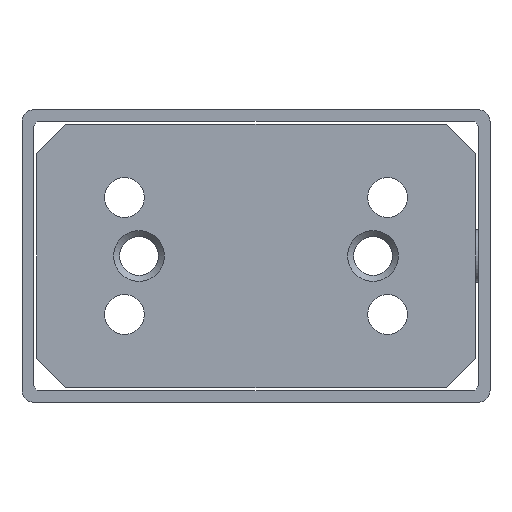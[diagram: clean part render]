
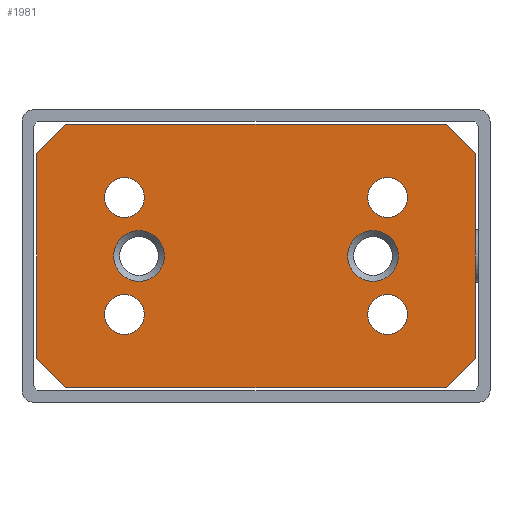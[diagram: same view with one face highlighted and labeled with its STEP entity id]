
A CAD part, front view. The second image highlights one B-rep face of the part: STEP entity #1981.
In plain terms, the highlighted planar face has unit normal (0, -1, 0).
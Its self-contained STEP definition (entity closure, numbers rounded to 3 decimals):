
#156=CIRCLE('',#2150,4.324);
#157=CIRCLE('',#2151,4.324);
#158=CIRCLE('',#2152,3.4);
#159=CIRCLE('',#2153,3.4);
#160=CIRCLE('',#2154,3.4);
#161=CIRCLE('',#2155,3.4);
#468=ORIENTED_EDGE('',*,*,#680,.T.);
#469=ORIENTED_EDGE('',*,*,#681,.T.);
#470=ORIENTED_EDGE('',*,*,#682,.F.);
#471=ORIENTED_EDGE('',*,*,#683,.F.);
#472=ORIENTED_EDGE('',*,*,#684,.F.);
#473=ORIENTED_EDGE('',*,*,#685,.F.);
#474=ORIENTED_EDGE('',*,*,#656,.T.);
#475=ORIENTED_EDGE('',*,*,#686,.T.);
#476=ORIENTED_EDGE('',*,*,#658,.T.);
#477=ORIENTED_EDGE('',*,*,#687,.T.);
#478=ORIENTED_EDGE('',*,*,#662,.T.);
#479=ORIENTED_EDGE('',*,*,#688,.T.);
#480=ORIENTED_EDGE('',*,*,#666,.T.);
#481=ORIENTED_EDGE('',*,*,#689,.T.);
#656=EDGE_CURVE('',#797,#796,#896,.T.);
#658=EDGE_CURVE('',#798,#799,#898,.T.);
#662=EDGE_CURVE('',#802,#803,#902,.T.);
#666=EDGE_CURVE('',#806,#807,#906,.T.);
#680=EDGE_CURVE('',#816,#816,#156,.F.);
#681=EDGE_CURVE('',#817,#817,#157,.F.);
#682=EDGE_CURVE('',#818,#818,#158,.T.);
#683=EDGE_CURVE('',#819,#819,#159,.T.);
#684=EDGE_CURVE('',#820,#820,#160,.T.);
#685=EDGE_CURVE('',#821,#821,#161,.T.);
#686=EDGE_CURVE('',#796,#798,#914,.F.);
#687=EDGE_CURVE('',#799,#802,#915,.F.);
#688=EDGE_CURVE('',#803,#806,#916,.F.);
#689=EDGE_CURVE('',#807,#797,#917,.F.);
#796=VERTEX_POINT('',#2910);
#797=VERTEX_POINT('',#2912);
#798=VERTEX_POINT('',#2916);
#799=VERTEX_POINT('',#2917);
#802=VERTEX_POINT('',#2925);
#803=VERTEX_POINT('',#2926);
#806=VERTEX_POINT('',#2934);
#807=VERTEX_POINT('',#2935);
#816=VERTEX_POINT('',#2960);
#817=VERTEX_POINT('',#2962);
#818=VERTEX_POINT('',#2964);
#819=VERTEX_POINT('',#2966);
#820=VERTEX_POINT('',#2968);
#821=VERTEX_POINT('',#2970);
#896=LINE('',#2911,#988);
#898=LINE('',#2915,#990);
#902=LINE('',#2924,#994);
#906=LINE('',#2933,#998);
#914=LINE('',#2971,#1006);
#915=LINE('',#2972,#1007);
#916=LINE('',#2973,#1008);
#917=LINE('',#2974,#1009);
#988=VECTOR('',#2509,1000.);
#990=VECTOR('',#2513,1000.);
#994=VECTOR('',#2519,1000.);
#998=VECTOR('',#2525,1000.);
#1006=VECTOR('',#2561,1000.);
#1007=VECTOR('',#2562,1000.);
#1008=VECTOR('',#2563,1000.);
#1009=VECTOR('',#2564,1000.);
#1133=EDGE_LOOP('',(#468));
#1134=EDGE_LOOP('',(#469));
#1135=EDGE_LOOP('',(#470));
#1136=EDGE_LOOP('',(#471));
#1137=EDGE_LOOP('',(#472));
#1138=EDGE_LOOP('',(#473));
#1139=EDGE_LOOP('',(#474,#475,#476,#477,#478,#479,#480,#481));
#1287=FACE_BOUND('',#1133,.T.);
#1288=FACE_BOUND('',#1134,.T.);
#1289=FACE_BOUND('',#1135,.T.);
#1290=FACE_BOUND('',#1136,.T.);
#1291=FACE_BOUND('',#1137,.T.);
#1292=FACE_BOUND('',#1138,.T.);
#1293=FACE_BOUND('',#1139,.T.);
#1349=PLANE('',#2149);
#1981=ADVANCED_FACE('',(#1287,#1288,#1289,#1290,#1291,#1292,#1293),#1349,
 .T.);
#2149=AXIS2_PLACEMENT_3D('',#2958,#2547,#2548);
#2150=AXIS2_PLACEMENT_3D('',#2959,#2549,#2550);
#2151=AXIS2_PLACEMENT_3D('',#2961,#2551,#2552);
#2152=AXIS2_PLACEMENT_3D('',#2963,#2553,#2554);
#2153=AXIS2_PLACEMENT_3D('',#2965,#2555,#2556);
#2154=AXIS2_PLACEMENT_3D('',#2967,#2557,#2558);
#2155=AXIS2_PLACEMENT_3D('',#2969,#2559,#2560);
#2509=DIRECTION('',(0.,0.,-1.));
#2513=DIRECTION('',(1.,0.,0.));
#2519=DIRECTION('',(0.,0.,1.));
#2525=DIRECTION('',(-1.,0.,0.));
#2547=DIRECTION('',(0.,-1.,0.));
#2548=DIRECTION('',(0.,0.,-1.));
#2549=DIRECTION('',(0.,-1.,0.));
#2550=DIRECTION('',(0.,0.,-1.));
#2551=DIRECTION('',(0.,-1.,0.));
#2552=DIRECTION('',(0.,0.,-1.));
#2553=DIRECTION('',(0.,-1.,0.));
#2554=DIRECTION('',(1.,0.,0.));
#2555=DIRECTION('',(0.,-1.,0.));
#2556=DIRECTION('',(1.,0.,0.));
#2557=DIRECTION('',(0.,-1.,0.));
#2558=DIRECTION('',(1.,0.,0.));
#2559=DIRECTION('',(0.,-1.,0.));
#2560=DIRECTION('',(1.,0.,0.));
#2561=DIRECTION('',(-0.707,0.,0.707));
#2562=DIRECTION('',(-0.707,0.,-0.707));
#2563=DIRECTION('',(0.707,0.,-0.707));
#2564=DIRECTION('',(0.707,0.,0.707));
#2910=CARTESIAN_POINT('',(-22.5,0.,-32.5));
#2911=CARTESIAN_POINT('',(-22.5,0.,37.5));
#2912=CARTESIAN_POINT('',(-22.5,0.,32.5));
#2915=CARTESIAN_POINT('',(-22.5,0.,-37.5));
#2916=CARTESIAN_POINT('',(-17.5,0.,-37.5));
#2917=CARTESIAN_POINT('',(17.5,0.,-37.5));
#2924=CARTESIAN_POINT('',(22.5,0.,-37.5));
#2925=CARTESIAN_POINT('',(22.5,0.,-32.5));
#2926=CARTESIAN_POINT('',(22.5,0.,32.5));
#2933=CARTESIAN_POINT('',(22.5,0.,37.5));
#2934=CARTESIAN_POINT('',(17.5,0.,37.5));
#2935=CARTESIAN_POINT('',(-17.5,0.,37.5));
#2958=CARTESIAN_POINT('',(-22.5,0.,-37.5));
#2959=CARTESIAN_POINT('',(0.,0.,-20.));
#2960=CARTESIAN_POINT('',(0.,0.,-24.324));
#2961=CARTESIAN_POINT('',(0.,0.,20.));
#2962=CARTESIAN_POINT('',(0.,0.,15.677));
#2963=CARTESIAN_POINT('',(-10.,0.,22.5));
#2964=CARTESIAN_POINT('',(-6.6,0.,22.5));
#2965=CARTESIAN_POINT('',(-10.,0.,-22.5));
#2966=CARTESIAN_POINT('',(-6.6,0.,-22.5));
#2967=CARTESIAN_POINT('',(10.,0.,-22.5));
#2968=CARTESIAN_POINT('',(13.4,0.,-22.5));
#2969=CARTESIAN_POINT('',(10.,0.,22.5));
#2970=CARTESIAN_POINT('',(13.4,0.,22.5));
#2971=CARTESIAN_POINT('',(-20.,0.,-35.));
#2972=CARTESIAN_POINT('',(-2.5,0.,-57.5));
#2973=CARTESIAN_POINT('',(35.,0.,20.));
#2974=CARTESIAN_POINT('',(-57.5,0.,-2.5));
